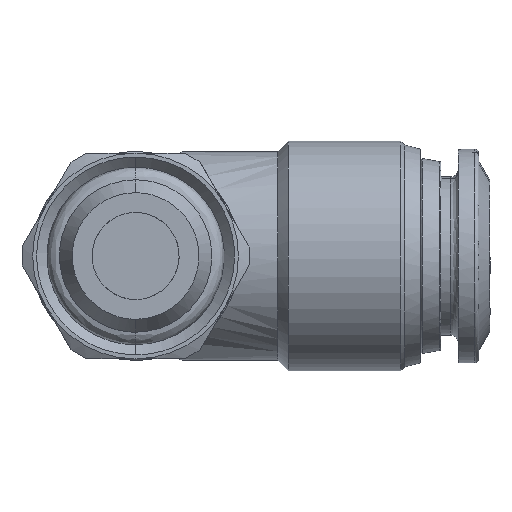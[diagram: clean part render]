
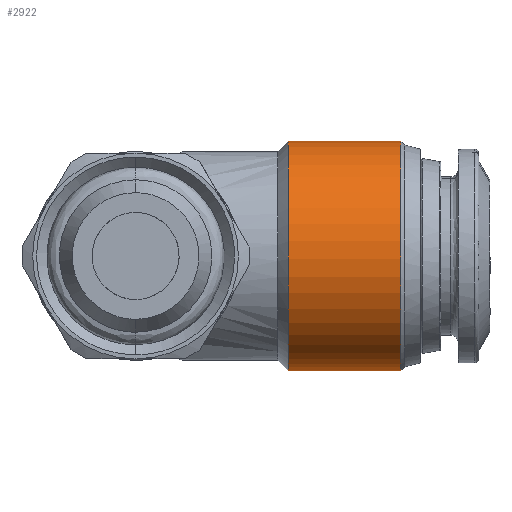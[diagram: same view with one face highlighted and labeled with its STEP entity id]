
A CAD part, front view. The second image highlights one B-rep face of the part: STEP entity #2922.
In plain terms, the highlighted free-form (B-spline) face has degree [1, 3] with [2, 4] control points.
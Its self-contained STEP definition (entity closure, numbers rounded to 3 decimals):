
#202 = CARTESIAN_POINT ( 'NONE',  ( 16.768, 0., 7.25 ) ) ;
#304 = B_SPLINE_CURVE_WITH_KNOTS ( 'NONE', 1,
 ( #1729, #3983 ),
 .UNSPECIFIED., .F., .F.,
 ( 2, 2 ),
 ( -1., 0. ),
 .UNSPECIFIED. ) ;
#401 = CARTESIAN_POINT ( 'NONE',  ( 9.65, -14.5, 7.25 ) ) ;
#451 = CARTESIAN_POINT ( 'NONE',  ( 16.768, 0., -7.25 ) ) ;
#631 = EDGE_CURVE ( 'NONE', #5635, #6011, #304, .T. ) ;
#782 = EDGE_LOOP ( 'NONE', ( #2264, #1766, #5912, #3574 ) ) ;
#884 = EDGE_CURVE ( 'NONE', #5635, #1887, #2760, .T. ) ;
#966 = CARTESIAN_POINT ( 'NONE',  ( 9.65, 0., 7.25 ) ) ;
#1206 = EDGE_CURVE ( 'NONE', #6011, #6709, #3396, .T. ) ;
#1218 = CARTESIAN_POINT ( 'NONE',  ( 16.768, 0., -7.25 ) ) ;
#1565 = CARTESIAN_POINT ( 'NONE',  ( 16.768, 0., 7.25 ) ) ;
#1729 = CARTESIAN_POINT ( 'NONE',  ( 9.65, 0., 7.25 ) ) ;
#1766 = ORIENTED_EDGE ( 'NONE', *, *, #631, .F. ) ;
#1887 = VERTEX_POINT ( 'NONE', #2283 ) ;
#2264 = ORIENTED_EDGE ( 'NONE', *, *, #1206, .F. ) ;
#2283 = CARTESIAN_POINT ( 'NONE',  ( 9.65, 0., -7.25 ) ) ;
#2393 = CARTESIAN_POINT ( 'NONE',  ( 16.768, -14.5, 7.25 ) ) ;
#2759 = CARTESIAN_POINT ( 'NONE',  ( 9.65, 0., -7.25 ) ) ;
#2760 =( BOUNDED_CURVE ( )  B_SPLINE_CURVE ( 3, ( #6971, #401, #3634, #4190 ),
 .UNSPECIFIED., .F., .F. ) 
 B_SPLINE_CURVE_WITH_KNOTS ( ( 4, 4 ),
 ( -3.142, 0. ),
 .UNSPECIFIED. ) 
 CURVE ( )  GEOMETRIC_REPRESENTATION_ITEM ( )  RATIONAL_B_SPLINE_CURVE ( ( 1., 0.333, 0.333, 1. ) ) 
 REPRESENTATION_ITEM ( '' )  );
#2922 = ADVANCED_FACE ( 'NONE', ( #3109 ), #4085, .F. ) ;
#2942 = CARTESIAN_POINT ( 'NONE',  ( 9.65, 0., -7.25 ) ) ;
#3109 = FACE_OUTER_BOUND ( 'NONE', #782, .T. ) ;
#3396 =( BOUNDED_CURVE ( )  B_SPLINE_CURVE ( 3, ( #202, #5034, #3973, #1218 ),
 .UNSPECIFIED., .F., .T. ) 
 B_SPLINE_CURVE_WITH_KNOTS ( ( 4, 4 ),
 ( -3.142, 0. ),
 .UNSPECIFIED. ) 
 CURVE ( )  GEOMETRIC_REPRESENTATION_ITEM ( )  RATIONAL_B_SPLINE_CURVE ( ( 1., 0.333, 0.333, 1. ) ) 
 REPRESENTATION_ITEM ( '' )  );
#3504 = CARTESIAN_POINT ( 'NONE',  ( 9.65, -14.5, 7.25 ) ) ;
#3574 = ORIENTED_EDGE ( 'NONE', *, *, #6311, .F. ) ;
#3634 = CARTESIAN_POINT ( 'NONE',  ( 9.65, -14.5, -7.25 ) ) ;
#3904 = CARTESIAN_POINT ( 'NONE',  ( 16.768, 0., -7.25 ) ) ;
#3973 = CARTESIAN_POINT ( 'NONE',  ( 16.768, -14.5, -7.25 ) ) ;
#3983 = CARTESIAN_POINT ( 'NONE',  ( 16.768, 0., 7.25 ) ) ;
#4054 = CARTESIAN_POINT ( 'NONE',  ( 9.65, 0., 7.25 ) ) ;
#4085 =( BOUNDED_SURFACE ( )  B_SPLINE_SURFACE ( 1, 3, ( 
 ( #4584, #5685, #2393, #4098 ),
 ( #2942, #6833, #3504, #4054 ) ),
 .UNSPECIFIED., .F., .F., .F. ) 
 B_SPLINE_SURFACE_WITH_KNOTS ( ( 2, 2 ),
 ( 4, 4 ),
 ( 0., 1. ),
 ( 0., 1. ),
 .UNSPECIFIED. ) 
 GEOMETRIC_REPRESENTATION_ITEM ( )  RATIONAL_B_SPLINE_SURFACE ( (
 ( 1., 0.333, 0.333, 1.),
 ( 1., 0.333, 0.333, 1.) ) ) 
 REPRESENTATION_ITEM ( '' )  SURFACE ( )  );
#4098 = CARTESIAN_POINT ( 'NONE',  ( 16.768, 0., 7.25 ) ) ;
#4190 = CARTESIAN_POINT ( 'NONE',  ( 9.65, 0., -7.25 ) ) ;
#4584 = CARTESIAN_POINT ( 'NONE',  ( 16.768, 0., -7.25 ) ) ;
#5034 = CARTESIAN_POINT ( 'NONE',  ( 16.768, -14.5, 7.25 ) ) ;
#5635 = VERTEX_POINT ( 'NONE', #966 ) ;
#5685 = CARTESIAN_POINT ( 'NONE',  ( 16.768, -14.5, -7.25 ) ) ;
#5905 = B_SPLINE_CURVE_WITH_KNOTS ( 'NONE', 1,
 ( #451, #2759 ),
 .UNSPECIFIED., .F., .F.,
 ( 2, 2 ),
 ( -1., 0. ),
 .UNSPECIFIED. ) ;
#5912 = ORIENTED_EDGE ( 'NONE', *, *, #884, .T. ) ;
#6011 = VERTEX_POINT ( 'NONE', #1565 ) ;
#6311 = EDGE_CURVE ( 'NONE', #6709, #1887, #5905, .T. ) ;
#6709 = VERTEX_POINT ( 'NONE', #3904 ) ;
#6833 = CARTESIAN_POINT ( 'NONE',  ( 9.65, -14.5, -7.25 ) ) ;
#6971 = CARTESIAN_POINT ( 'NONE',  ( 9.65, 0., 7.25 ) ) ;
